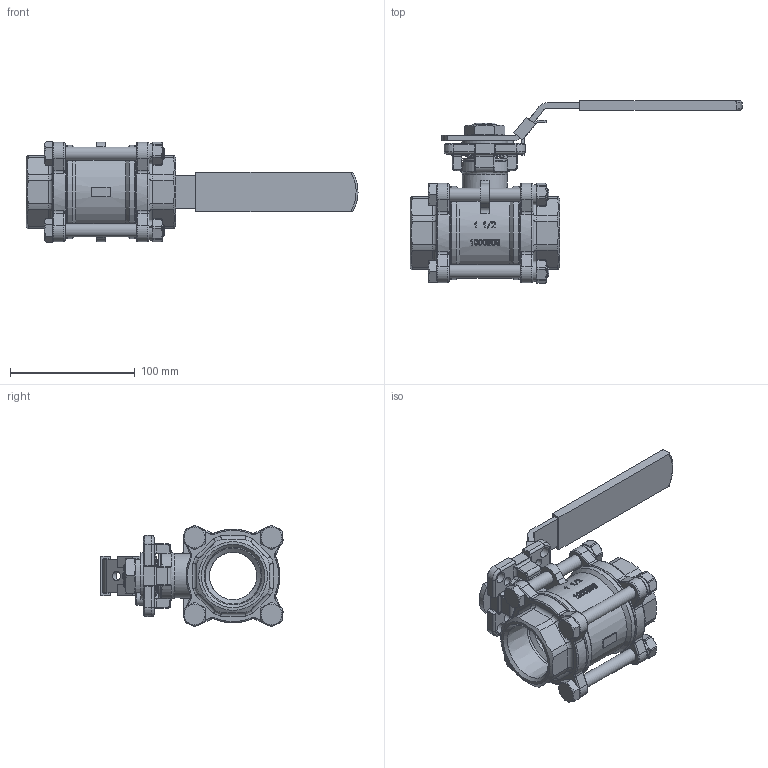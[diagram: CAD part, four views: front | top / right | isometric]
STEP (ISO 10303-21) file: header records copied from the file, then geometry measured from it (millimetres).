
FILE_DESCRIPTION (( 'STEP AP203' ), '1' );
FILE_NAME ('KV-L30-NPS1.5-忒梟.STEP', '2024-10-23T08:00:50', ( 'Sky123.Org' ), ( 'Sky123.Org' ), 'SwSTEP 2.0', 'SolidWorks 2013', '' );
FILE_SCHEMA (( 'CONFIG_CONTROL_DESIGN' ));
Products named in the file (1): KV-L30-NPS1.5-忒梟
Bounding box: 265.9 x 145.95 x 81.15 mm (x, y, z)
Volume: 458442 mm3; surface area: 159235.9 mm2
Topology: 28 solids, 28 shells, 1229 faces, 3118 edges, 1976 vertices
Faces by surface type: plane 509, cylinder 310, bspline 291, cone 119
Full cylindrical faces by diameter (mm): 4.917 x1, 6 x1, 7 x4, 8 x2, 8.376 x4, 9 x5, 10 x5, 10.4 x4, 10.7 x2, 10.9 x4, 11 x8, 16 x1, 16.1 x4, 17.462 x2, 19 x2, 19.18 x2, 21 x2, 25 x1, 35.3 x2, 36 x1, 37 x2, 38 x3, 40 x1, 45 x2, 69.5 x1, 75 x2
Entity records: 64409 total; most frequent: CARTESIAN_POINT 37649, ORIENTED_EDGE 5846, DIRECTION 4737, EDGE_CURVE 2923, VERTEX_POINT 1922, AXIS2_PLACEMENT_3D 1670, EDGE_LOOP 1483, LINE 1397
